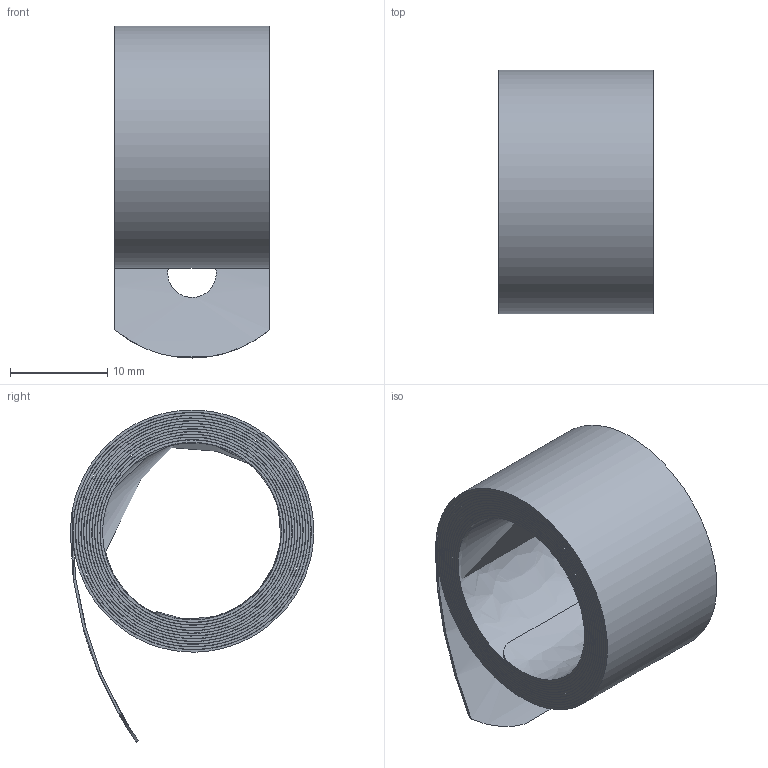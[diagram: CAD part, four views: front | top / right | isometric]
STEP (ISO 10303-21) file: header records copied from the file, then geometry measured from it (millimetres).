
FILE_DESCRIPTION (( 'STEP AP203' ), '1' );
FILE_NAME ('9293K54.step', '2018-08-03T15:37:53', ( '' ), ( '' ), 'SwSTEP 2.0', 'SolidWorks 2014', '' );
FILE_SCHEMA (( 'CONFIG_CONTROL_DESIGN' ));
Length unit declared in the file: inch
Products named in the file (1): 9293K54
Bounding box: 15.88 x 25 x 34.09 mm (x, y, z)
Volume: 3314.7 mm3; surface area: 26530.3 mm2
Topology: 1 solids, 1 shells, 14 faces, 35 edges, 23 vertices
Faces by surface type: cylinder 8, plane 4, bspline 2
Entity records: 4730 total; most frequent: CARTESIAN_POINT 4349, ORIENTED_EDGE 70, DIRECTION 47, EDGE_CURVE 35, VERTEX_POINT 23, AXIS2_PLACEMENT_3D 17, EDGE_LOOP 16, B_SPLINE_CURVE_WITH_KNOTS 16
